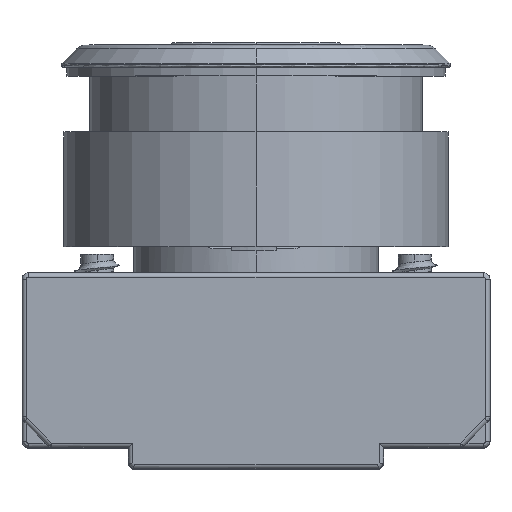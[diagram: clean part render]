
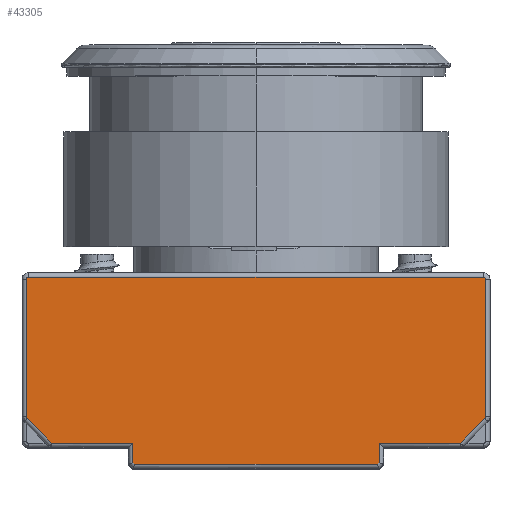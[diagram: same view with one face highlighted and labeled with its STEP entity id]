
A CAD part, top view. The second image highlights one B-rep face of the part: STEP entity #43305.
In plain terms, the highlighted planar face has unit normal (0, 0, 1).
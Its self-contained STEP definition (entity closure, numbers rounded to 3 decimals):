
#815 = CARTESIAN_POINT ( 'NONE',  ( -18.334, -32.45, 14.9 ) ) ;
#1896 = CARTESIAN_POINT ( 'NONE',  ( -20.58, -30.204, 14.9 ) ) ;
#1898 = CARTESIAN_POINT ( 'NONE',  ( 20.418, -17.55, 14.9 ) ) ;
#2285 = EDGE_CURVE ( 'NONE', #25106, #40219, #55815, .T. ) ;
#2452 = ORIENTED_EDGE ( 'NONE', *, *, #24160, .T. ) ;
#2604 = ORIENTED_EDGE ( 'NONE', *, *, #2285, .T. ) ;
#2850 = LINE ( 'NONE', #11342, #28143 ) ;
#3004 = CARTESIAN_POINT ( 'NONE',  ( 20.541, -30.243, 14.9 ) ) ;
#4053 = EDGE_CURVE ( 'NONE', #54263, #17698, #2850, .T. ) ;
#5787 = ORIENTED_EDGE ( 'NONE', *, *, #44402, .F. ) ;
#6654 = CARTESIAN_POINT ( 'NONE',  ( 20.6, -30.101, 14.9 ) ) ;
#7051 = CARTESIAN_POINT ( 'NONE',  ( -20.6, -30.101, 14.9 ) ) ;
#7101 = CARTESIAN_POINT ( 'NONE',  ( -10.884, -34.35, 14.9 ) ) ;
#7108 = DIRECTION ( 'NONE',  ( 1., 0., 0. ) ) ;
#7284 = VERTEX_POINT ( 'NONE', #41556 ) ;
#7409 = EDGE_CURVE ( 'NONE', #17698, #46957, #34587, .T. ) ;
#7911 = DIRECTION ( 'NONE',  ( 0., -1., 0. ) ) ;
#8533 = LINE ( 'NONE', #59648, #52001 ) ;
#8615 = VECTOR ( 'NONE', #50037, 1000. ) ;
#8775 = CARTESIAN_POINT ( 'NONE',  ( 20.6, -17.75, 14.9 ) ) ;
#9375 = ORIENTED_EDGE ( 'NONE', *, *, #56250, .T. ) ;
#9607 = VERTEX_POINT ( 'NONE', #815 ) ;
#9614 = CARTESIAN_POINT ( 'NONE',  ( -20.455, -17.55, 14.9 ) ) ;
#9922 = CARTESIAN_POINT ( 'NONE',  ( -20.502, -17.57, 14.9 ) ) ;
#10691 = LINE ( 'NONE', #1898, #24636 ) ;
#11107 = ORIENTED_EDGE ( 'NONE', *, *, #17025, .T. ) ;
#11255 = VERTEX_POINT ( 'NONE', #58130 ) ;
#11342 = CARTESIAN_POINT ( 'NONE',  ( 0., -34.35, 14.9 ) ) ;
#11506 = LINE ( 'NONE', #49002, #30252 ) ;
#12454 = CARTESIAN_POINT ( 'NONE',  ( 10.884, -34.35, 14.9 ) ) ;
#12675 = CARTESIAN_POINT ( 'NONE',  ( 20.6, -30.101, 14.9 ) ) ;
#13033 = CARTESIAN_POINT ( 'NONE',  ( 20.456, -17.55, 14.9 ) ) ;
#13134 = LINE ( 'NONE', #31594, #8615 ) ;
#13238 = ORIENTED_EDGE ( 'NONE', *, *, #47435, .T. ) ;
#13281 = LINE ( 'NONE', #58380, #44730 ) ;
#13667 = VERTEX_POINT ( 'NONE', #38409 ) ;
#13899 = CARTESIAN_POINT ( 'NONE',  ( -20.6, -17.75, 14.9 ) ) ;
#14314 = FACE_OUTER_BOUND ( 'NONE', #33922, .T. ) ;
#15036 = EDGE_CURVE ( 'NONE', #40219, #40383, #40342, .T. ) ;
#15515 = DIRECTION ( 'NONE',  ( 0., 0., 1. ) ) ;
#17025 = EDGE_CURVE ( 'NONE', #46957, #43598, #42279, .T. ) ;
#17448 = DIRECTION ( 'NONE',  ( 0.707, -0.707, 0. ) ) ;
#17512 = CARTESIAN_POINT ( 'NONE',  ( 20.58, -30.204, 14.9 ) ) ;
#17559 = CARTESIAN_POINT ( 'NONE',  ( 20.6, -17.695, 14.9 ) ) ;
#17698 = VERTEX_POINT ( 'NONE', #12454 ) ;
#17922 = DIRECTION ( 'NONE',  ( -1., 0., 0. ) ) ;
#18171 = VECTOR ( 'NONE', #48868, 1000. ) ;
#19412 = ORIENTED_EDGE ( 'NONE', *, *, #32455, .T. ) ;
#20061 = PLANE ( 'NONE',  #39369 ) ;
#22928 = VECTOR ( 'NONE', #7911, 1000. ) ;
#24160 = EDGE_CURVE ( 'NONE', #53281, #9607, #25659, .T. ) ;
#24164 = CARTESIAN_POINT ( 'NONE',  ( -20.6, -30.101, 14.9 ) ) ;
#24636 = VECTOR ( 'NONE', #42426, 1000. ) ;
#24823 = EDGE_CURVE ( 'NONE', #38222, #45651, #41188, .T. ) ;
#25106 = VERTEX_POINT ( 'NONE', #39168 ) ;
#25255 = EDGE_CURVE ( 'NONE', #39630, #38222, #13134, .T. ) ;
#25659 = LINE ( 'NONE', #40405, #44656 ) ;
#26165 = ORIENTED_EDGE ( 'NONE', *, *, #7409, .T. ) ;
#26713 = ORIENTED_EDGE ( 'NONE', *, *, #4053, .T. ) ;
#26964 = LINE ( 'NONE', #58733, #22928 ) ;
#28143 = VECTOR ( 'NONE', #7108, 1000. ) ;
#29451 = CARTESIAN_POINT ( 'NONE',  ( -20.6, -30.157, 14.9 ) ) ;
#29474 = CARTESIAN_POINT ( 'NONE',  ( 10.884, -34.35, 14.9 ) ) ;
#30252 = VECTOR ( 'NONE', #48721, 1000. ) ;
#31594 = CARTESIAN_POINT ( 'NONE',  ( 18.334, -32.45, 14.9 ) ) ;
#31776 = CARTESIAN_POINT ( 'NONE',  ( 20.4, -17.55, 14.9 ) ) ;
#32373 = VECTOR ( 'NONE', #39879, 1000. ) ;
#32455 = EDGE_CURVE ( 'NONE', #13667, #11255, #44250, .T. ) ;
#33119 = B_SPLINE_CURVE_WITH_KNOTS ( 'NONE', 3,
 ( #7051, #29451, #1896, #39387 ),
 .UNSPECIFIED., .F., .F.,
 ( 4, 4 ),
 ( 0., 1. ),
 .UNSPECIFIED. ) ;
#33216 = CARTESIAN_POINT ( 'NONE',  ( -20.4, -17.55, 14.9 ) ) ;
#33511 = VERTEX_POINT ( 'NONE', #33580 ) ;
#33580 = CARTESIAN_POINT ( 'NONE',  ( -11.05, -34.184, 14.9 ) ) ;
#33803 = CARTESIAN_POINT ( 'NONE',  ( -20.58, -17.647, 14.9 ) ) ;
#33922 = EDGE_LOOP ( 'NONE', ( #9375, #26713, #26165, #11107, #5787, #53632, #52770, #48003, #19412, #36870, #2604, #57146, #13238, #2452, #51484, #46242 ) ) ;
#33980 = CARTESIAN_POINT ( 'NONE',  ( 0., -17.15, 14.9 ) ) ;
#34587 = LINE ( 'NONE', #29474, #36546 ) ;
#36546 = VECTOR ( 'NONE', #47913, 1000. ) ;
#36556 = DIRECTION ( 'NONE',  ( 0., 1., 0. ) ) ;
#36870 = ORIENTED_EDGE ( 'NONE', *, *, #38728, .F. ) ;
#37160 = CARTESIAN_POINT ( 'NONE',  ( 11.05, -17.15, 14.9 ) ) ;
#37394 = CARTESIAN_POINT ( 'NONE',  ( -20.541, -30.243, 14.9 ) ) ;
#37716 = CARTESIAN_POINT ( 'NONE',  ( -20.6, -17.75, 14.9 ) ) ;
#38222 = VERTEX_POINT ( 'NONE', #44355 ) ;
#38409 = CARTESIAN_POINT ( 'NONE',  ( 20.6, -17.75, 14.9 ) ) ;
#38728 = EDGE_CURVE ( 'NONE', #25106, #11255, #10691, .T. ) ;
#39168 = CARTESIAN_POINT ( 'NONE',  ( -20.4, -17.55, 14.9 ) ) ;
#39369 = AXIS2_PLACEMENT_3D ( 'NONE', #33980, #15515, #52425 ) ;
#39387 = CARTESIAN_POINT ( 'NONE',  ( -20.541, -30.243, 14.9 ) ) ;
#39596 = CARTESIAN_POINT ( 'NONE',  ( 20.6, -30.157, 14.9 ) ) ;
#39630 = VERTEX_POINT ( 'NONE', #53091 ) ;
#39879 = DIRECTION ( 'NONE',  ( -1., 0., 0. ) ) ;
#40219 = VERTEX_POINT ( 'NONE', #13899 ) ;
#40342 = LINE ( 'NONE', #53394, #18171 ) ;
#40383 = VERTEX_POINT ( 'NONE', #24164 ) ;
#40405 = CARTESIAN_POINT ( 'NONE',  ( -20.541, -30.243, 14.9 ) ) ;
#41188 = B_SPLINE_CURVE_WITH_KNOTS ( 'NONE', 3,
 ( #3004, #17512, #39596, #12675 ),
 .UNSPECIFIED., .F., .F.,
 ( 4, 4 ),
 ( 0., 1. ),
 .UNSPECIFIED. ) ;
#41556 = CARTESIAN_POINT ( 'NONE',  ( -11.05, -32.45, 14.9 ) ) ;
#42279 = LINE ( 'NONE', #37160, #50943 ) ;
#42426 = DIRECTION ( 'NONE',  ( 1., 0., 0. ) ) ;
#42470 = EDGE_CURVE ( 'NONE', #7284, #33511, #26964, .T. ) ;
#43305 = ADVANCED_FACE ( 'NONE', ( #14314 ), #20061, .T. ) ;
#43598 = VERTEX_POINT ( 'NONE', #58387 ) ;
#44250 = B_SPLINE_CURVE_WITH_KNOTS ( 'NONE', 3,
 ( #8775, #17559, #53863, #49930, #13033, #31776 ),
 .UNSPECIFIED., .F., .F.,
 ( 4, 2, 4 ),
 ( 0., 0.5, 1. ),
 .UNSPECIFIED. ) ;
#44355 = CARTESIAN_POINT ( 'NONE',  ( 20.541, -30.243, 14.9 ) ) ;
#44402 = EDGE_CURVE ( 'NONE', #39630, #43598, #8533, .T. ) ;
#44656 = VECTOR ( 'NONE', #17448, 1000. ) ;
#44716 = CARTESIAN_POINT ( 'NONE',  ( -75.751, -32.45, 14.9 ) ) ;
#44730 = VECTOR ( 'NONE', #53825, 1000. ) ;
#45629 = EDGE_CURVE ( 'NONE', #7284, #9607, #49273, .T. ) ;
#45651 = VERTEX_POINT ( 'NONE', #6654 ) ;
#46242 = ORIENTED_EDGE ( 'NONE', *, *, #42470, .T. ) ;
#46957 = VERTEX_POINT ( 'NONE', #49820 ) ;
#47435 = EDGE_CURVE ( 'NONE', #40383, #53281, #33119, .T. ) ;
#47913 = DIRECTION ( 'NONE',  ( 0.707, 0.707, 0. ) ) ;
#48003 = ORIENTED_EDGE ( 'NONE', *, *, #51816, .T. ) ;
#48721 = DIRECTION ( 'NONE',  ( 0.707, -0.707, 0. ) ) ;
#48868 = DIRECTION ( 'NONE',  ( 0., -1., 0. ) ) ;
#49002 = CARTESIAN_POINT ( 'NONE',  ( -11.05, -34.184, 14.9 ) ) ;
#49273 = LINE ( 'NONE', #44716, #32373 ) ;
#49820 = CARTESIAN_POINT ( 'NONE',  ( 11.05, -34.184, 14.9 ) ) ;
#49930 = CARTESIAN_POINT ( 'NONE',  ( 20.503, -17.57, 14.9 ) ) ;
#50037 = DIRECTION ( 'NONE',  ( 0.707, 0.707, 0. ) ) ;
#50943 = VECTOR ( 'NONE', #36556, 1000. ) ;
#51484 = ORIENTED_EDGE ( 'NONE', *, *, #45629, .F. ) ;
#51816 = EDGE_CURVE ( 'NONE', #45651, #13667, #13281, .T. ) ;
#52001 = VECTOR ( 'NONE', #17922, 1000. ) ;
#52425 = DIRECTION ( 'NONE',  ( 1., 0., 0. ) ) ;
#52770 = ORIENTED_EDGE ( 'NONE', *, *, #24823, .T. ) ;
#53091 = CARTESIAN_POINT ( 'NONE',  ( 18.334, -32.45, 14.9 ) ) ;
#53281 = VERTEX_POINT ( 'NONE', #37394 ) ;
#53394 = CARTESIAN_POINT ( 'NONE',  ( -20.6, -17.15, 14.9 ) ) ;
#53632 = ORIENTED_EDGE ( 'NONE', *, *, #25255, .T. ) ;
#53825 = DIRECTION ( 'NONE',  ( 0., 1., 0. ) ) ;
#53863 = CARTESIAN_POINT ( 'NONE',  ( 20.58, -17.648, 14.9 ) ) ;
#54263 = VERTEX_POINT ( 'NONE', #7101 ) ;
#55815 = B_SPLINE_CURVE_WITH_KNOTS ( 'NONE', 3,
 ( #33216, #9614, #9922, #33803, #55887, #37716 ),
 .UNSPECIFIED., .F., .F.,
 ( 4, 2, 4 ),
 ( 0., 0.5, 1. ),
 .UNSPECIFIED. ) ;
#55887 = CARTESIAN_POINT ( 'NONE',  ( -20.6, -17.694, 14.9 ) ) ;
#56250 = EDGE_CURVE ( 'NONE', #33511, #54263, #11506, .T. ) ;
#57146 = ORIENTED_EDGE ( 'NONE', *, *, #15036, .T. ) ;
#58130 = CARTESIAN_POINT ( 'NONE',  ( 20.4, -17.55, 14.9 ) ) ;
#58380 = CARTESIAN_POINT ( 'NONE',  ( 20.6, -17.15, 14.9 ) ) ;
#58387 = CARTESIAN_POINT ( 'NONE',  ( 11.05, -32.45, 14.9 ) ) ;
#58733 = CARTESIAN_POINT ( 'NONE',  ( -11.05, -17.15, 14.9 ) ) ;
#59648 = CARTESIAN_POINT ( 'NONE',  ( -75.751, -32.45, 14.9 ) ) ;
